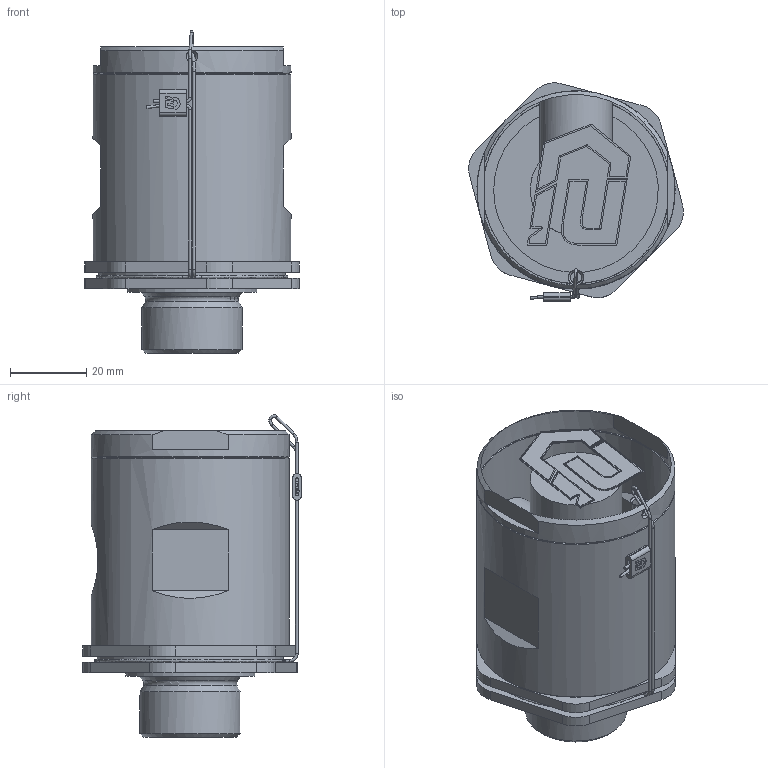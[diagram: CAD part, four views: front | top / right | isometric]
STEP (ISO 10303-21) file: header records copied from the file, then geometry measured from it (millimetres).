
FILE_DESCRIPTION(('HOOPS Exchange Step'),'2;1');
FILE_NAME('VB01_VB03_DN20.stp','2026-03-17T13:07:00+01:00',('nieru'),('Unknown organisation'),'HOOPS Exchange 2024.2','HOOPS Exchange','Unknown authorisation');
FILE_SCHEMA( ('AP203_CONFIGURATION_CONTROLLED_3D_DESIGN_OF_MECHANICAL_PARTS_AND_ASSEMBLIES_MIM_LF') );
Length unit declared in the file: millimetre
Products named in the file (2): 0; root
Assembly tree (1 placements, depth 2):
  root
    0
Bounding box: 56.33 x 57.32 x 84.67 mm (x, y, z)
Volume: 109289.3 mm3; surface area: 26966.5 mm2
Topology: 3 solids, 3 shells, 211 faces, 563 edges, 375 vertices
Faces by surface type: plane 129, bspline 37, cylinder 31, cone 12, torus 2
Full cylindrical faces by diameter (mm): 0.7 x2, 2 x1, 3 x1, 18 x1, 19 x1, 19.031 x1, 24 x1, 26.4 x1, 34 x1, 49 x1, 52 x2
Entity records: 15850 total; most frequent: CARTESIAN_POINT 10866, ORIENTED_EDGE 1122, DIRECTION 839, EDGE_CURVE 561, VERTEX_POINT 374, VECTOR 359, LINE 359, AXIS2_PLACEMENT_3D 240
